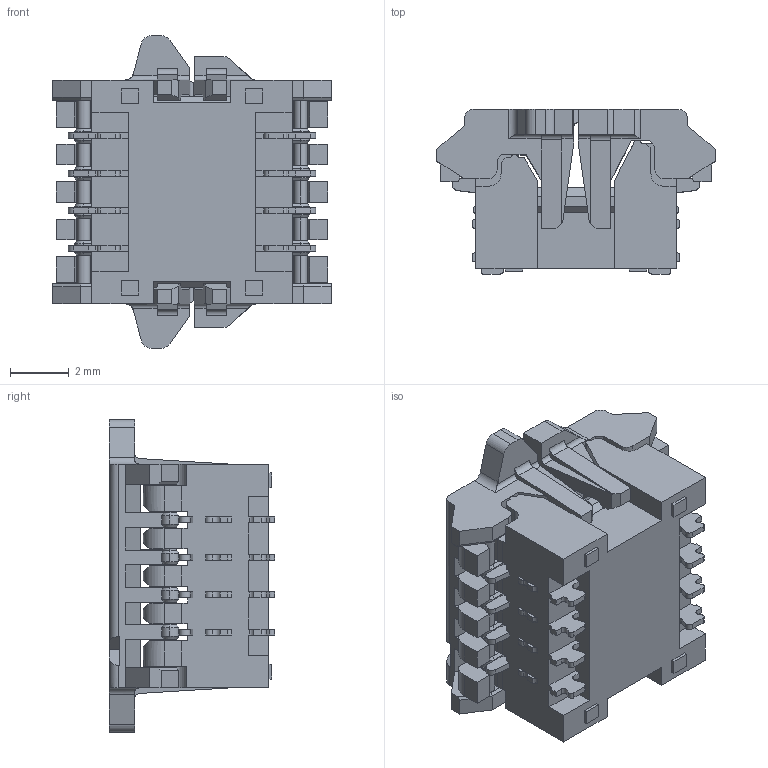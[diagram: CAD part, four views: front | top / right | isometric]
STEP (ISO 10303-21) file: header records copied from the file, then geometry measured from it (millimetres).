
FILE_DESCRIPTION (( 'STEP AP203' ), '1' );
FILE_NAME ('ASPI0001-P SPI 8 PIN 150 mil_20191207.STEP', '2020-10-29T09:54:48', ( '' ), ( '' ), 'SwSTEP 2.0', 'SolidWorks 2013', '' );
FILE_SCHEMA (( 'CONFIG_CONTROL_DESIGN' ));
Length unit declared in the file: millimetre
Products named in the file (1): ASPI0001-P SPI 8 PIN 150 mil_20191207
Bounding box: 9.46 x 5.6 x 10.6 mm (x, y, z)
Volume: 227 mm3; surface area: 639.6 mm2
Topology: 3 solids, 3 shells, 826 faces, 2362 edges, 1546 vertices
Faces by surface type: plane 569, cylinder 230, cone 27
Entity records: 26919 total; most frequent: CARTESIAN_POINT 4877, ORIENTED_EDGE 4724, DIRECTION 4462, EDGE_CURVE 2362, LINE 1824, VECTOR 1824, VERTEX_POINT 1546, AXIS2_PLACEMENT_3D 1319
